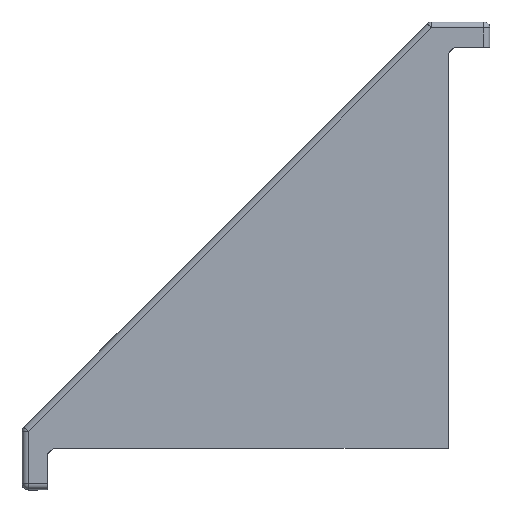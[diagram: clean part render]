
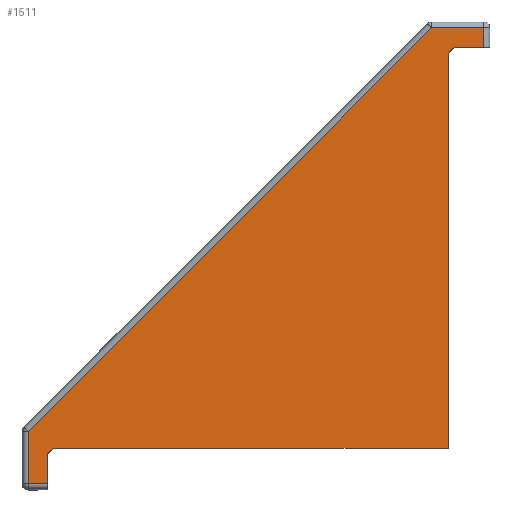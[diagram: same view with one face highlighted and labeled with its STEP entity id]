
A CAD part, top view. The second image highlights one B-rep face of the part: STEP entity #1511.
In plain terms, the highlighted planar face has unit normal (0, 0, 1).
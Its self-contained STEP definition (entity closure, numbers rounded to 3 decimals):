
#825=ORIENTED_EDGE('',*,*,#1111,.F.);
#826=ORIENTED_EDGE('',*,*,#1112,.T.);
#827=ORIENTED_EDGE('',*,*,#1113,.T.);
#828=ORIENTED_EDGE('',*,*,#1114,.F.);
#829=ORIENTED_EDGE('',*,*,#1115,.F.);
#830=ORIENTED_EDGE('',*,*,#1116,.T.);
#831=ORIENTED_EDGE('',*,*,#1117,.T.);
#832=ORIENTED_EDGE('',*,*,#1118,.F.);
#833=ORIENTED_EDGE('',*,*,#1119,.F.);
#834=ORIENTED_EDGE('',*,*,#1120,.F.);
#835=ORIENTED_EDGE('',*,*,#1121,.F.);
#975=VECTOR('',#1258,1.);
#976=VECTOR('',#1259,1.);
#977=VECTOR('',#1260,1.);
#978=VECTOR('',#1261,1.);
#979=VECTOR('',#1262,1.);
#980=VECTOR('',#1263,1.);
#981=VECTOR('',#1264,1.);
#982=VECTOR('',#1265,1.);
#983=VECTOR('',#1266,1.);
#984=VECTOR('',#1267,1.);
#985=VECTOR('',#1268,1.);
#1022=LINE('',#1552,#975);
#1023=LINE('',#1554,#976);
#1024=LINE('',#1556,#977);
#1025=LINE('',#1558,#978);
#1026=LINE('',#1560,#979);
#1027=LINE('',#1562,#980);
#1028=LINE('',#1564,#981);
#1029=LINE('',#1566,#982);
#1030=LINE('',#1568,#983);
#1031=LINE('',#1570,#984);
#1032=LINE('',#1571,#985);
#1069=VERTEX_POINT('',#1550);
#1070=VERTEX_POINT('',#1551);
#1071=VERTEX_POINT('',#1553);
#1072=VERTEX_POINT('',#1555);
#1073=VERTEX_POINT('',#1557);
#1074=VERTEX_POINT('',#1559);
#1075=VERTEX_POINT('',#1561);
#1076=VERTEX_POINT('',#1563);
#1077=VERTEX_POINT('',#1565);
#1078=VERTEX_POINT('',#1567);
#1079=VERTEX_POINT('',#1569);
#1111=EDGE_CURVE('',#1069,#1070,#1022,.T.);
#1112=EDGE_CURVE('',#1069,#1071,#1023,.T.);
#1113=EDGE_CURVE('',#1071,#1072,#1024,.T.);
#1114=EDGE_CURVE('',#1073,#1072,#1025,.T.);
#1115=EDGE_CURVE('',#1074,#1073,#1026,.T.);
#1116=EDGE_CURVE('',#1074,#1075,#1027,.T.);
#1117=EDGE_CURVE('',#1075,#1076,#1028,.T.);
#1118=EDGE_CURVE('',#1077,#1076,#1029,.T.);
#1119=EDGE_CURVE('',#1078,#1077,#1030,.T.);
#1120=EDGE_CURVE('',#1079,#1078,#1031,.T.);
#1121=EDGE_CURVE('',#1070,#1079,#1032,.T.);
#1186=EDGE_LOOP('',(#825,#826,#827,#828,#829,#830,#831,#832,#833,#834,#835));
#1221=FACE_BOUND('',#1186,.T.);
#1256=DIRECTION('',(0.,0.,1.));
#1257=DIRECTION('',(0.,-1.,0.));
#1258=DIRECTION('',(-2.293,2.293,0.));
#1259=DIRECTION('',(3.536,3.536,0.));
#1260=DIRECTION('',(1.414,0.,0.));
#1261=DIRECTION('',(-47.023,47.023,0.));
#1262=DIRECTION('',(-47.023,-47.023,0.));
#1263=DIRECTION('',(1.414,0.,0.));
#1264=DIRECTION('',(3.536,-3.536,0.));
#1265=DIRECTION('',(-2.293,-2.293,0.));
#1266=DIRECTION('',(6.243,-6.243,0.));
#1267=DIRECTION('',(96.045,0.,0.));
#1268=DIRECTION('',(6.243,6.243,0.));
#1433=AXIS2_PLACEMENT_3D('',#1549,#1256,#1257);
#1498=PLANE('',#1433);
#1511=ADVANCED_FACE('',(#1221),#1498,.T.);
#1549=CARTESIAN_POINT('',(0.,0.,38.));
#1550=CARTESIAN_POINT('',(-3.536,-3.536,38.));
#1551=CARTESIAN_POINT('',(-5.828,-1.243,38.));
#1552=CARTESIAN_POINT('',(-3.536,-3.536,38.));
#1553=CARTESIAN_POINT('',(0.,0.,38.));
#1554=CARTESIAN_POINT('',(-3.536,-3.536,38.));
#1555=CARTESIAN_POINT('',(1.414,0.,38.));
#1556=CARTESIAN_POINT('',(0.,0.,38.));
#1557=CARTESIAN_POINT('',(48.437,-47.023,38.));
#1558=CARTESIAN_POINT('',(48.437,-47.023,38.));
#1559=CARTESIAN_POINT('',(95.459,0.,38.));
#1560=CARTESIAN_POINT('',(95.459,0.,38.));
#1561=CARTESIAN_POINT('',(96.874,0.,38.));
#1562=CARTESIAN_POINT('',(95.459,0.,38.));
#1563=CARTESIAN_POINT('',(100.409,-3.536,38.));
#1564=CARTESIAN_POINT('',(96.874,0.,38.));
#1565=CARTESIAN_POINT('',(102.702,-1.243,38.));
#1566=CARTESIAN_POINT('',(102.702,-1.243,38.));
#1567=CARTESIAN_POINT('',(96.459,5.,38.));
#1568=CARTESIAN_POINT('',(96.459,5.,38.));
#1569=CARTESIAN_POINT('',(0.414,5.,38.));
#1570=CARTESIAN_POINT('',(0.414,5.,38.));
#1571=CARTESIAN_POINT('',(-5.828,-1.243,38.));
